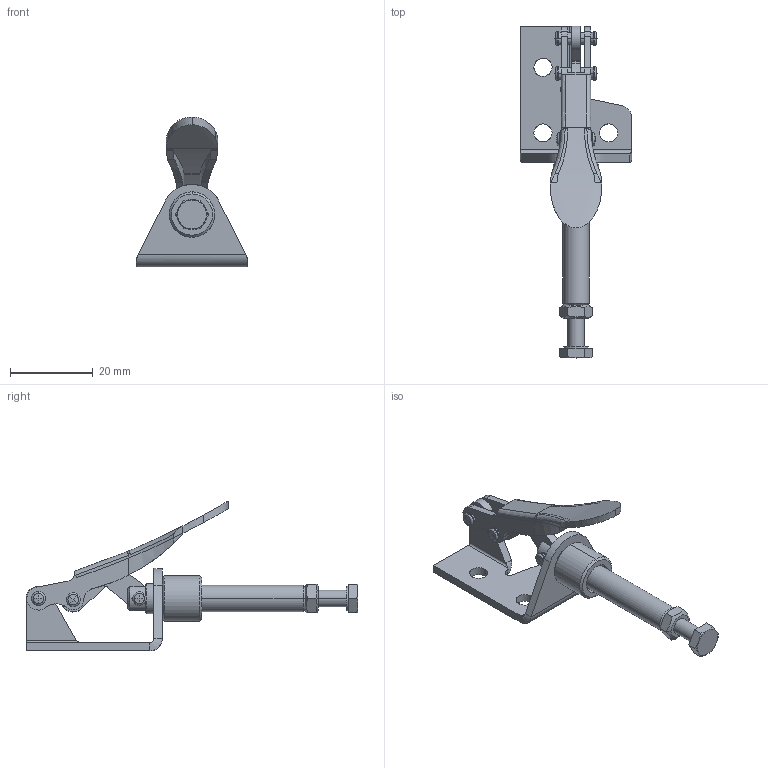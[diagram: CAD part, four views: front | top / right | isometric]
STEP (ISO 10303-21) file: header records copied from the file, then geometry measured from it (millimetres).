
FILE_DESCRIPTION(('CATIA V5 STEP Exchange'),'2;1');
FILE_NAME('SCHUBSTANGENSPANNER_TS_P_45_357877.stp','2018-08-16T12:01:39+00:00',('none'),('none'),'CATIA Version 5 Release 19 SP 9 (IN-10)','CATIA V5 STEP AP214','none');
FILE_SCHEMA(('AUTOMOTIVE_DESIGN { 1 0 10303 214 1 1 1 1 }'));
Length unit declared in the file: millimetre
Products named in the file (1): SCHUBSTANGENSPANNER_TS_P_45_357877
Bounding box: 27.04 x 80.46 x 36.33 mm (x, y, z)
Volume: 5560.9 mm3; surface area: 5953.4 mm2
Topology: 1 solids, 4 shells, 287 faces, 866 edges, 576 vertices
Faces by surface type: cylinder 92, plane 70, torus 36, bspline 33, cone 32, sphere 24
Entity records: 11111 total; most frequent: CARTESIAN_POINT 4071, ORIENTED_EDGE 1680, DIRECTION 1033, EDGE_CURVE 840, VERTEX_POINT 576, AXIS2_PLACEMENT_3D 574, CIRCLE 338, EDGE_LOOP 320
